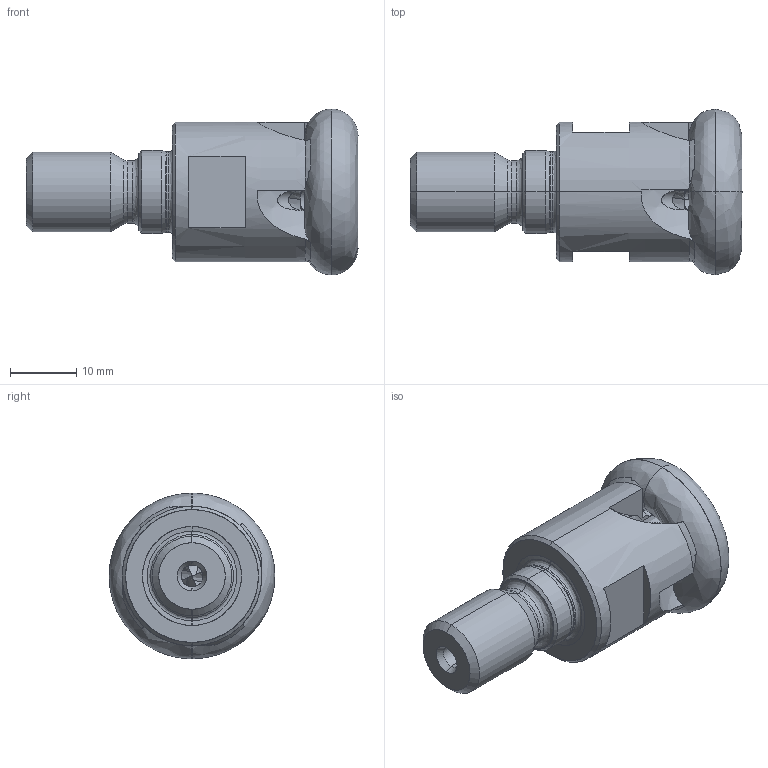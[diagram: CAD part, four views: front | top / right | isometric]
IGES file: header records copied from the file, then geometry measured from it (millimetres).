
Start section: SolidWorks IGES file using analytic representation for surfaces
Global section: file name: KEF_25_28_M12_508_4.IGS; native system: SolidWorks 2016; preprocessor: SolidWorks 2016; author: phk; date: 160919.155945; units: millimetre
Bounding box: 49.98 x 24.95 x 24.96 mm (x, y, z)
Surface area: 4570.8 mm2 (no closed solid volume)
Topology: 0 solids, 0 shells, 158 faces, 2209 edges, 2207 vertices
Faces by surface type: bspline 82, revolution 76
